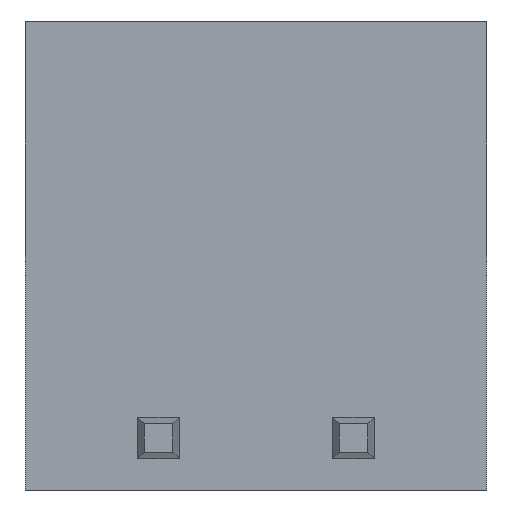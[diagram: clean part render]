
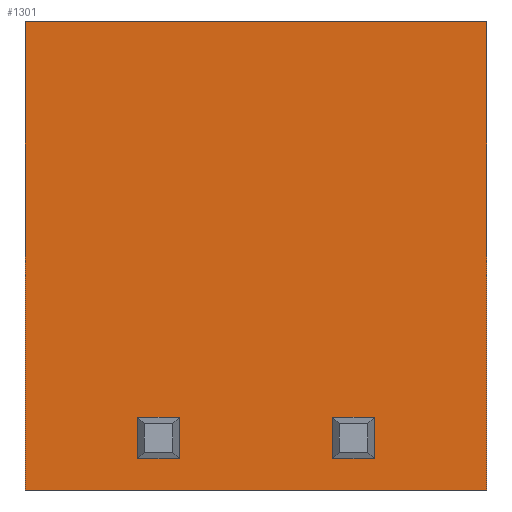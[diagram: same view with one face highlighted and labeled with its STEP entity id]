
A CAD part, front view. The second image highlights one B-rep face of the part: STEP entity #1301.
In plain terms, the highlighted planar face has unit normal (0, -1, 0).
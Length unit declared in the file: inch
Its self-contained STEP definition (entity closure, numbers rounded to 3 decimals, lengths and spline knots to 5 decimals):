
#13=DIRECTION('',(1.,0.,0.));
#14=VECTOR('',#13,0.355);
#15=CARTESIAN_POINT('',(-0.1775,0.,0.));
#16=LINE('',#15,#14);
#135=DIRECTION('',(0.,0.,-1.));
#136=VECTOR('',#135,0.36);
#137=CARTESIAN_POINT('',(-0.1775,0.,0.));
#138=LINE('',#137,#136);
#139=DIRECTION('',(0.,0.,-1.));
#140=VECTOR('',#139,0.032);
#141=CARTESIAN_POINT('',(0.059,0.,-0.304));
#142=LINE('',#141,#140);
#143=DIRECTION('',(1.,0.,0.));
#144=VECTOR('',#143,0.032);
#145=CARTESIAN_POINT('',(0.059,0.,-0.336));
#146=LINE('',#145,#144);
#147=DIRECTION('',(0.,0.,-1.));
#148=VECTOR('',#147,0.032);
#149=CARTESIAN_POINT('',(0.091,0.,-0.304));
#150=LINE('',#149,#148);
#151=DIRECTION('',(1.,0.,0.));
#152=VECTOR('',#151,0.032);
#153=CARTESIAN_POINT('',(0.059,0.,-0.304));
#154=LINE('',#153,#152);
#155=DIRECTION('',(0.,0.,-1.));
#156=VECTOR('',#155,0.032);
#157=CARTESIAN_POINT('',(-0.091,0.,-0.304));
#158=LINE('',#157,#156);
#159=DIRECTION('',(1.,0.,0.));
#160=VECTOR('',#159,0.032);
#161=CARTESIAN_POINT('',(-0.091,0.,-0.336));
#162=LINE('',#161,#160);
#163=DIRECTION('',(0.,0.,-1.));
#164=VECTOR('',#163,0.032);
#165=CARTESIAN_POINT('',(-0.059,0.,-0.304));
#166=LINE('',#165,#164);
#167=DIRECTION('',(1.,0.,0.));
#168=VECTOR('',#167,0.032);
#169=CARTESIAN_POINT('',(-0.091,0.,-0.304));
#170=LINE('',#169,#168);
#171=DIRECTION('',(0.,0.,-1.));
#172=VECTOR('',#171,0.36);
#173=CARTESIAN_POINT('',(0.1775,0.,0.));
#174=LINE('',#173,#172);
#183=DIRECTION('',(1.,0.,0.));
#184=VECTOR('',#183,0.355);
#185=CARTESIAN_POINT('',(-0.1775,0.,-0.36));
#186=LINE('',#185,#184);
#898=CARTESIAN_POINT('',(-0.1775,0.,0.));
#900=VERTEX_POINT('',#898);
#901=CARTESIAN_POINT('',(0.1775,0.,0.));
#902=VERTEX_POINT('',#901);
#906=CARTESIAN_POINT('',(-0.1775,0.,-0.36));
#908=VERTEX_POINT('',#906);
#909=CARTESIAN_POINT('',(0.1775,0.,-0.36));
#910=VERTEX_POINT('',#909);
#997=CARTESIAN_POINT('',(0.059,0.,-0.304));
#998=CARTESIAN_POINT('',(0.059,0.,-0.336));
#999=VERTEX_POINT('',#997);
#1000=VERTEX_POINT('',#998);
#1001=CARTESIAN_POINT('',(0.091,0.,-0.304));
#1002=CARTESIAN_POINT('',(0.091,0.,-0.336));
#1003=VERTEX_POINT('',#1001);
#1004=VERTEX_POINT('',#1002);
#1161=CARTESIAN_POINT('',(-0.091,0.,-0.304));
#1162=CARTESIAN_POINT('',(-0.091,0.,-0.336));
#1163=VERTEX_POINT('',#1161);
#1164=VERTEX_POINT('',#1162);
#1165=CARTESIAN_POINT('',(-0.059,0.,-0.304));
#1166=CARTESIAN_POINT('',(-0.059,0.,-0.336));
#1167=VERTEX_POINT('',#1165);
#1168=VERTEX_POINT('',#1166);
#1268=CARTESIAN_POINT('',(-0.1775,0.,0.));
#1269=DIRECTION('',(0.,-1.,0.));
#1270=DIRECTION('',(1.,0.,0.));
#1271=AXIS2_PLACEMENT_3D('',#1268,#1269,#1270);
#1272=PLANE('',#1271);
#1273=ORIENTED_EDGE('',*,*,#1188,.T.);
#1275=ORIENTED_EDGE('',*,*,#1274,.T.);
#1277=ORIENTED_EDGE('',*,*,#1276,.F.);
#1278=ORIENTED_EDGE('',*,*,#1259,.F.);
#1279=EDGE_LOOP('',(#1273,#1275,#1277,#1278));
#1280=FACE_OUTER_BOUND('',#1279,.F.);
#1282=ORIENTED_EDGE('',*,*,#1281,.T.);
#1284=ORIENTED_EDGE('',*,*,#1283,.T.);
#1286=ORIENTED_EDGE('',*,*,#1285,.F.);
#1288=ORIENTED_EDGE('',*,*,#1287,.F.);
#1289=EDGE_LOOP('',(#1282,#1284,#1286,#1288));
#1290=FACE_BOUND('',#1289,.F.);
#1292=ORIENTED_EDGE('',*,*,#1291,.T.);
#1294=ORIENTED_EDGE('',*,*,#1293,.T.);
#1296=ORIENTED_EDGE('',*,*,#1295,.F.);
#1298=ORIENTED_EDGE('',*,*,#1297,.F.);
#1299=EDGE_LOOP('',(#1292,#1294,#1296,#1298));
#1300=FACE_BOUND('',#1299,.F.);
#1301=ADVANCED_FACE('',(#1280,#1290,#1300),#1272,.T.);
#1188=EDGE_CURVE('',#900,#902,#16,.T.);
#1259=EDGE_CURVE('',#900,#908,#138,.T.);
#1274=EDGE_CURVE('',#902,#910,#174,.T.);
#1276=EDGE_CURVE('',#908,#910,#186,.T.);
#1281=EDGE_CURVE('',#999,#1000,#142,.T.);
#1283=EDGE_CURVE('',#1000,#1004,#146,.T.);
#1285=EDGE_CURVE('',#1003,#1004,#150,.T.);
#1287=EDGE_CURVE('',#999,#1003,#154,.T.);
#1291=EDGE_CURVE('',#1163,#1164,#158,.T.);
#1293=EDGE_CURVE('',#1164,#1168,#162,.T.);
#1295=EDGE_CURVE('',#1167,#1168,#166,.T.);
#1297=EDGE_CURVE('',#1163,#1167,#170,.T.);
